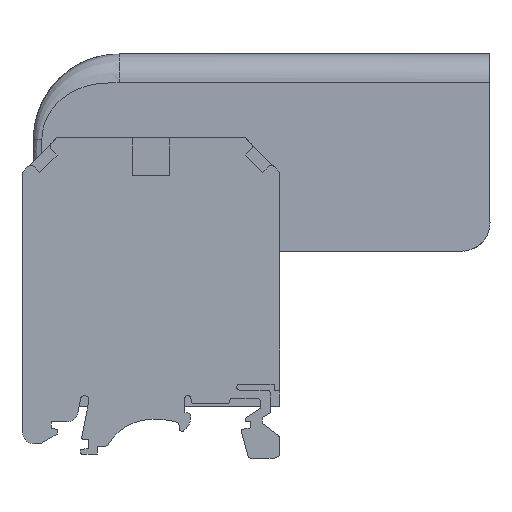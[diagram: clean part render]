
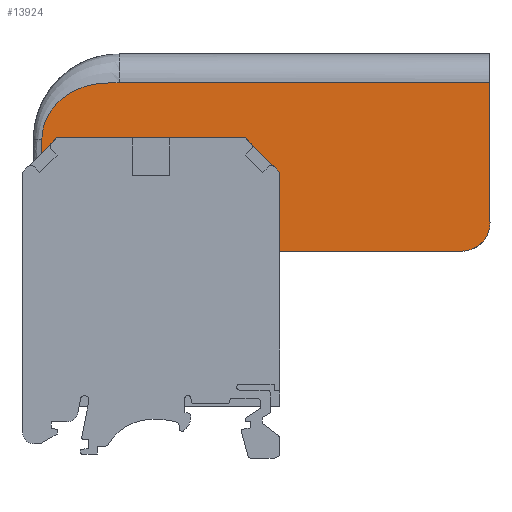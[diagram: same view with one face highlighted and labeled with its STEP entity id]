
A CAD part, left-side view. The second image highlights one B-rep face of the part: STEP entity #13924.
In plain terms, the highlighted planar face has unit normal (-1, 0, 0.004).
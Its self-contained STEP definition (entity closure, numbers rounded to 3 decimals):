
#50=ELLIPSE('',#14561,5.,5.);
#55=(
BOUNDED_CURVE()
B_SPLINE_CURVE(3,(#22681,#22682,#22683,#22684),.UNSPECIFIED.,.F.,.F.)
B_SPLINE_CURVE_WITH_KNOTS((4,4),(0.,0.019),
 .PIECEWISE_BEZIER_KNOTS.)
CURVE()
GEOMETRIC_REPRESENTATION_ITEM()
RATIONAL_B_SPLINE_CURVE((1.,1.,1.,1.))
REPRESENTATION_ITEM('')
);
#58=(
BOUNDED_CURVE()
B_SPLINE_CURVE(3,(#23007,#23008,#23009,#23010,#23011,#23012,#23013),
 .UNSPECIFIED.,.F.,.F.)
B_SPLINE_CURVE_WITH_KNOTS((4,3,4),(-0.21,-0.08,-0.015),
 .PIECEWISE_BEZIER_KNOTS.)
CURVE()
GEOMETRIC_REPRESENTATION_ITEM()
RATIONAL_B_SPLINE_CURVE((1.,1.,1.,1.,1.,1.,1.))
REPRESENTATION_ITEM('')
);
#253=B_SPLINE_CURVE_WITH_KNOTS('',3,(#22799,#22800,#22801,#22802,#22803,
#22804,#22805,#22806,#22807,#22808,#22809,#22810,#22811,#22812,#22813,#22814,
#22815,#22816,#22817,#22818,#22819,#22820,#22821,#22822,#22823,#22824,#22825,
#22826,#22827),.UNSPECIFIED.,.F.,.F.,(4,1,1,1,1,1,1,1,1,1,1,1,1,1,1,1,1,
1,1,1,1,1,1,1,1,1,4),(0.,0.063,0.094,0.109,0.125,0.141,0.156,
0.188,0.219,0.234,0.25,0.266,0.281,0.313,0.375,0.438,0.469,
0.5,0.531,0.563,0.625,0.688,0.75,0.813,0.875,0.938,1.),
 .UNSPECIFIED.);
#2815=ORIENTED_EDGE('',*,*,#4675,.F.);
#2816=ORIENTED_EDGE('',*,*,#4692,.T.);
#2817=ORIENTED_EDGE('',*,*,#4715,.F.);
#2818=ORIENTED_EDGE('',*,*,#4695,.T.);
#2819=ORIENTED_EDGE('',*,*,#4644,.T.);
#2820=ORIENTED_EDGE('',*,*,#4640,.T.);
#2821=ORIENTED_EDGE('',*,*,#4716,.T.);
#4640=EDGE_CURVE('',#5737,#5735,#55,.F.);
#4644=EDGE_CURVE('',#5739,#5737,#253,.T.);
#4675=EDGE_CURVE('',#5761,#5760,#6823,.F.);
#4692=EDGE_CURVE('',#5761,#5770,#50,.T.);
#4695=EDGE_CURVE('',#5772,#5739,#58,.T.);
#4715=EDGE_CURVE('',#5772,#5770,#6851,.T.);
#4716=EDGE_CURVE('',#5735,#5760,#6852,.F.);
#5735=VERTEX_POINT('',#22679);
#5737=VERTEX_POINT('',#22685);
#5739=VERTEX_POINT('',#22753);
#5760=VERTEX_POINT('',#22888);
#5761=VERTEX_POINT('',#22890);
#5770=VERTEX_POINT('',#22970);
#5772=VERTEX_POINT('',#22999);
#6823=LINE('',#22891,#7920);
#6851=LINE('',#23059,#7948);
#6852=LINE('',#23060,#7949);
#7920=VECTOR('',#16657,1000.);
#7948=VECTOR('',#16729,1000.);
#7949=VECTOR('',#16730,1000.);
#8543=EDGE_LOOP('',(#2815,#2816,#2817,#2818,#2819,#2820,#2821));
#9153=FACE_BOUND('',#8543,.T.);
#9595=PLANE('',#14572);
#13924=ADVANCED_FACE('',(#9153),#9595,.T.);
#14561=AXIS2_PLACEMENT_3D('',#22971,#16689,#16690);
#14572=AXIS2_PLACEMENT_3D('',#23058,#16727,#16728);
#16657=DIRECTION('',(0.,-1.,0.));
#16689=DIRECTION('',(-1.,0.,0.004));
#16690=DIRECTION('',(-0.004,0.,-1.));
#16727=DIRECTION('',(-1.,0.,0.004));
#16728=DIRECTION('',(-0.004,0.,-1.));
#16729=DIRECTION('',(-0.004,-0.004,-1.));
#16730=DIRECTION('',(0.,1.,0.));
#22679=CARTESIAN_POINT('',(-17.,20.6,0.));
#22681=CARTESIAN_POINT('',(-17.,20.6,0.));
#22682=CARTESIAN_POINT('',(-16.972,19.822,6.521));
#22683=CARTESIAN_POINT('',(-16.943,19.043,13.041));
#22684=CARTESIAN_POINT('',(-16.915,19.015,19.565));
#22685=CARTESIAN_POINT('',(-16.915,19.015,19.565));
#22753=CARTESIAN_POINT('',(-16.871,5.515,29.522));
#22799=CARTESIAN_POINT('',(-16.871,5.515,29.522));
#22800=CARTESIAN_POINT('',(-16.871,5.895,29.522));
#22801=CARTESIAN_POINT('',(-16.871,6.429,29.516));
#22802=CARTESIAN_POINT('',(-16.871,6.979,29.5));
#22803=CARTESIAN_POINT('',(-16.871,7.285,29.487));
#22804=CARTESIAN_POINT('',(-16.871,7.475,29.478));
#22805=CARTESIAN_POINT('',(-16.871,7.773,29.461));
#22806=CARTESIAN_POINT('',(-16.872,8.124,29.436));
#22807=CARTESIAN_POINT('',(-16.872,8.565,29.396));
#22808=CARTESIAN_POINT('',(-16.872,8.979,29.348));
#22809=CARTESIAN_POINT('',(-16.872,9.312,29.302));
#22810=CARTESIAN_POINT('',(-16.872,9.529,29.269));
#22811=CARTESIAN_POINT('',(-16.873,9.846,29.215));
#22812=CARTESIAN_POINT('',(-16.873,10.228,29.142));
#22813=CARTESIAN_POINT('',(-16.873,10.899,28.994));
#22814=CARTESIAN_POINT('',(-16.875,11.811,28.73));
#22815=CARTESIAN_POINT('',(-16.876,12.671,28.4));
#22816=CARTESIAN_POINT('',(-16.877,13.339,28.088));
#22817=CARTESIAN_POINT('',(-16.878,13.792,27.851));
#22818=CARTESIAN_POINT('',(-16.88,14.353,27.522));
#22819=CARTESIAN_POINT('',(-16.882,15.026,27.069));
#22820=CARTESIAN_POINT('',(-16.885,15.805,26.452));
#22821=CARTESIAN_POINT('',(-16.889,16.73,25.516));
#22822=CARTESIAN_POINT('',(-16.893,17.48,24.532));
#22823=CARTESIAN_POINT('',(-16.898,18.151,23.366));
#22824=CARTESIAN_POINT('',(-16.903,18.624,22.182));
#22825=CARTESIAN_POINT('',(-16.909,18.944,20.866));
#22826=CARTESIAN_POINT('',(-16.913,19.013,20.002));
#22827=CARTESIAN_POINT('',(-16.915,19.015,19.565));
#22888=CARTESIAN_POINT('',(-17.,-22.5,0.));
#22890=CARTESIAN_POINT('',(-17.,-54.378,0.));
#22891=CARTESIAN_POINT('',(-17.,19.1,0.));
#22970=CARTESIAN_POINT('',(-16.978,-59.378,5.022));
#22971=CARTESIAN_POINT('',(-16.978,-54.378,5.));
#22999=CARTESIAN_POINT('',(-16.871,-59.271,29.522));
#23007=CARTESIAN_POINT('',(-16.871,-189.23,29.522));
#23008=CARTESIAN_POINT('',(-16.871,-145.953,29.522));
#23009=CARTESIAN_POINT('',(-16.871,-102.677,29.522));
#23010=CARTESIAN_POINT('',(-16.871,-59.4,29.522));
#23011=CARTESIAN_POINT('',(-16.871,-37.762,29.522));
#23012=CARTESIAN_POINT('',(-16.871,-16.123,29.522));
#23013=CARTESIAN_POINT('',(-16.871,5.515,29.522));
#23058=CARTESIAN_POINT('',(-17.,19.1,0.));
#23059=CARTESIAN_POINT('',(-16.999,-59.399,0.144));
#23060=CARTESIAN_POINT('',(-17.,0.,0.));
